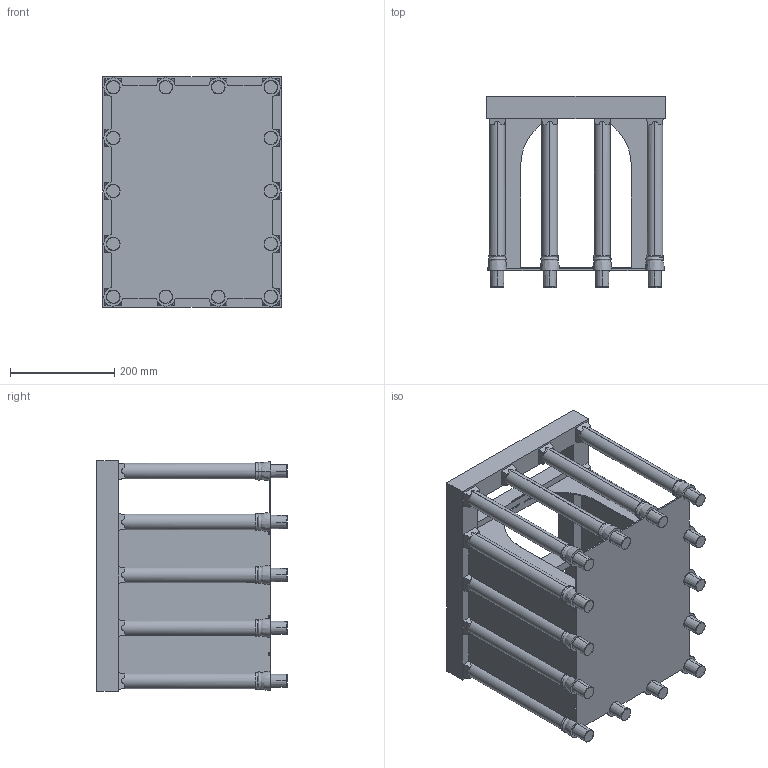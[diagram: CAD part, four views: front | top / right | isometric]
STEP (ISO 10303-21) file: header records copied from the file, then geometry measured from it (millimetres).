
FILE_DESCRIPTION (( 'STEP AP214' ), '1' );
FILE_NAME ('俋褲.STEP', '2023-09-01T13:53:27', ( '' ), ( '' ), 'SwSTEP 2.0', 'SolidWorks 2023', '' );
FILE_SCHEMA (( 'AUTOMOTIVE_DESIGN' ));
Length unit declared in the file: millimetre
Products named in the file (1): 外壳
Bounding box: 342.09 x 365.5 x 442 mm (x, y, z)
Volume: 2465505.9 mm3; surface area: 1878304.8 mm2
Topology: 5 solids, 33 shells, 590 faces, 1501 edges, 1000 vertices
Faces by surface type: plane 369, cylinder 109, cone 80, bspline 32
Entity records: 22712 total; most frequent: CARTESIAN_POINT 8587, ORIENTED_EDGE 3002, DIRECTION 2763, EDGE_CURVE 1501, VERTEX_POINT 1000, AXIS2_PLACEMENT_3D 935, VECTOR 893, LINE 893
